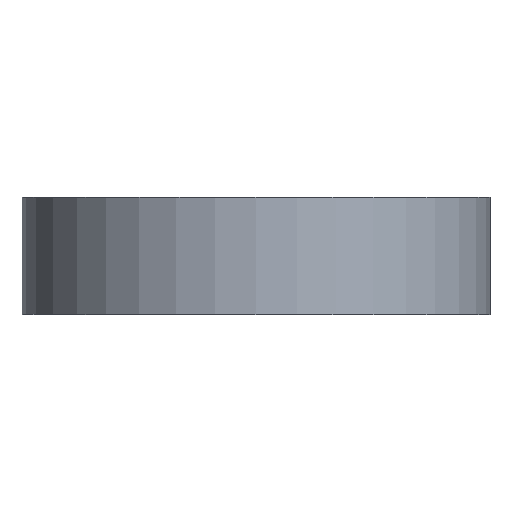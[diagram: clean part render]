
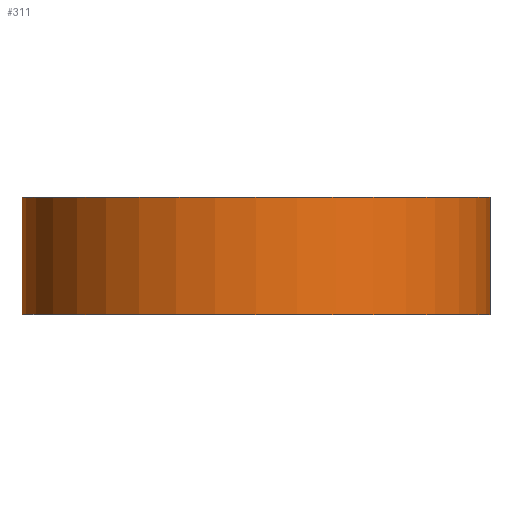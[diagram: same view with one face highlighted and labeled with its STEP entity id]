
A CAD part, front view. The second image highlights one B-rep face of the part: STEP entity #311.
In plain terms, the highlighted cylindrical face has radius 10 mm (diameter 20 mm), a partial arc.
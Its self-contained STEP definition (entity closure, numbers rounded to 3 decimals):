
#14 = DIRECTION ( 'NONE',  ( 0., 0., -1. ) ) ;
#41 = AXIS2_PLACEMENT_3D ( 'NONE', #429, #206, #199 ) ;
#44 = EDGE_CURVE ( 'NONE', #46, #88, #310, .T. ) ;
#45 = CARTESIAN_POINT ( 'NONE',  ( 333.899, -971.548, 0. ) ) ;
#46 = VERTEX_POINT ( 'NONE', #430 ) ;
#52 = ORIENTED_EDGE ( 'NONE', *, *, #44, .T. ) ;
#59 = FACE_OUTER_BOUND ( 'NONE', #68, .T. ) ;
#68 = EDGE_LOOP ( 'NONE', ( #126, #187, #52, #293 ) ) ;
#73 = CIRCLE ( 'NONE', #133, 10. ) ;
#88 = VERTEX_POINT ( 'NONE', #145 ) ;
#91 = EDGE_CURVE ( 'NONE', #426, #244, #174, .T. ) ;
#110 = DIRECTION ( 'NONE',  ( 0., 0., -1. ) ) ;
#123 = CARTESIAN_POINT ( 'NONE',  ( 333.899, -971.548, 5. ) ) ;
#126 = ORIENTED_EDGE ( 'NONE', *, *, #91, .F. ) ;
#131 = DIRECTION ( 'NONE',  ( 0., 0., -1. ) ) ;
#133 = AXIS2_PLACEMENT_3D ( 'NONE', #45, #196, #388 ) ;
#141 = VECTOR ( 'NONE', #131, 1000. ) ;
#145 = CARTESIAN_POINT ( 'NONE',  ( 323.899, -971.548, 0. ) ) ;
#174 = LINE ( 'NONE', #435, #363 ) ;
#186 = CARTESIAN_POINT ( 'NONE',  ( 343.899, -971.548, 0. ) ) ;
#187 = ORIENTED_EDGE ( 'NONE', *, *, #314, .F. ) ;
#196 = DIRECTION ( 'NONE',  ( 0., 0., 1. ) ) ;
#199 = DIRECTION ( 'NONE',  ( 1., 0., 0. ) ) ;
#206 = DIRECTION ( 'NONE',  ( 0., 0., 1. ) ) ;
#233 = CIRCLE ( 'NONE', #41, 10. ) ;
#244 = VERTEX_POINT ( 'NONE', #186 ) ;
#245 = CARTESIAN_POINT ( 'NONE',  ( 343.899, -971.548, 5. ) ) ;
#286 = EDGE_CURVE ( 'NONE', #88, #244, #73, .T. ) ;
#291 = AXIS2_PLACEMENT_3D ( 'NONE', #123, #14, #341 ) ;
#293 = ORIENTED_EDGE ( 'NONE', *, *, #286, .T. ) ;
#310 = LINE ( 'NONE', #464, #141 ) ;
#311 = ADVANCED_FACE ( 'NONE', ( #59 ), #425, .T. ) ;
#314 = EDGE_CURVE ( 'NONE', #46, #426, #233, .T. ) ;
#341 = DIRECTION ( 'NONE',  ( -1., 0., 0. ) ) ;
#363 = VECTOR ( 'NONE', #110, 1000. ) ;
#388 = DIRECTION ( 'NONE',  ( 1., 0., 0. ) ) ;
#425 = CYLINDRICAL_SURFACE ( 'NONE', #291, 10. ) ;
#426 = VERTEX_POINT ( 'NONE', #245 ) ;
#429 = CARTESIAN_POINT ( 'NONE',  ( 333.899, -971.548, 5. ) ) ;
#430 = CARTESIAN_POINT ( 'NONE',  ( 323.899, -971.548, 5. ) ) ;
#435 = CARTESIAN_POINT ( 'NONE',  ( 343.899, -971.548, 5. ) ) ;
#464 = CARTESIAN_POINT ( 'NONE',  ( 323.899, -971.548, 5. ) ) ;
